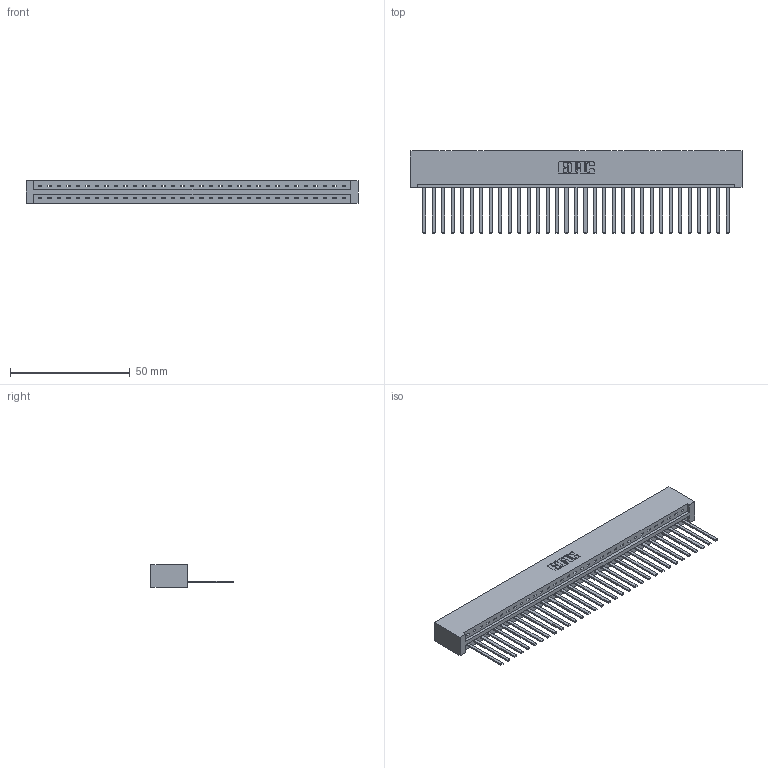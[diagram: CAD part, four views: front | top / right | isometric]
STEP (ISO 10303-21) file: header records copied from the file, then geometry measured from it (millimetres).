
FILE_DESCRIPTION (( 'STEP AP203' ), '1' );
FILE_NAME ('387-033-544-101.STEP', '2018-09-18T10:18:16', ( '' ), ( '' ), 'SwSTEP 2.0', 'SolidWorks 2016', '' );
FILE_SCHEMA (( 'CONFIG_CONTROL_DESIGN' ));
Length unit declared in the file: inch
Products named in the file (3): 337 Part_No Mounting Lugs; 345-292-001_345-293-144; 387-033-544-101
Assembly tree (34 placements, depth 2):
  387-033-544-101
    337 Part_No Mounting Lugs
    345-292-001_345-293-144  x33
Bounding box: 138.63 x 34.3 x 9.4 mm (x, y, z)
Volume: 15416.9 mm3; surface area: 17119.8 mm2
Topology: 34 solids, 34 shells, 1954 faces, 5897 edges, 3886 vertices
Faces by surface type: plane 1452, cylinder 502
Entity records: 25233 total; most frequent: CARTESIAN_POINT 4401, ORIENTED_EDGE 4370, DIRECTION 3711, EDGE_CURVE 2185, LINE 2069, VECTOR 2069, VERTEX_POINT 1454, AXIS2_PLACEMENT_3D 821
